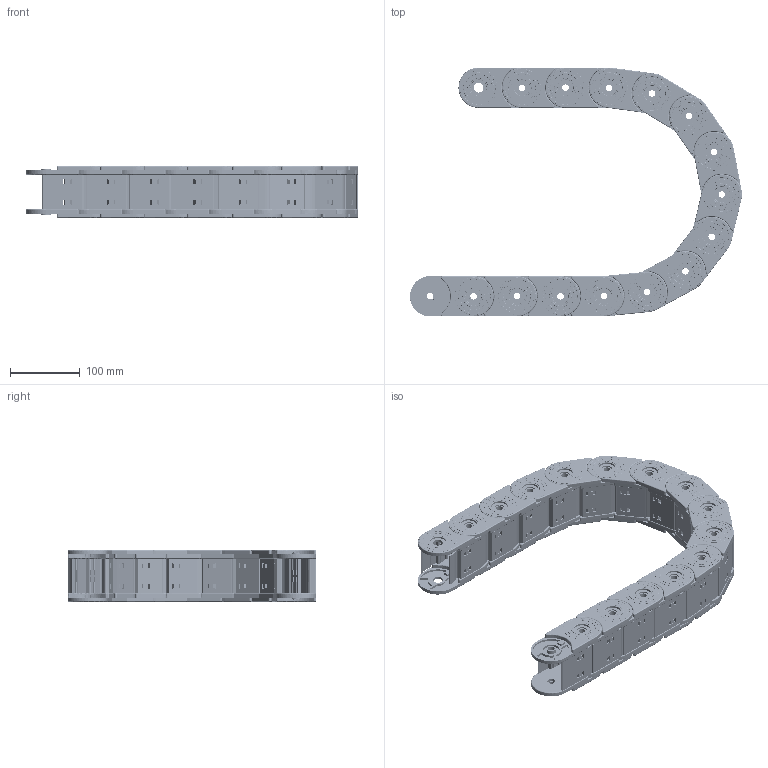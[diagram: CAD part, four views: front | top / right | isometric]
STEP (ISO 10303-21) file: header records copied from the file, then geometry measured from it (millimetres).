
FILE_DESCRIPTION (( 'STEP AP214' ), '1' );
FILE_NAME ('CK42-K050-R150.STEP', '2019-09-10T07:29:40', ( '' ), ( '' ), 'SwSTEP 2.0', 'SolidWorks 2017', '' );
FILE_SCHEMA (( 'AUTOMOTIVE_DESIGN' ));
Length unit declared in the file: millimetre
Products named in the file (2): CK42-K050-R150; CK42-K050
Assembly tree (15 placements, depth 2):
  CK42-K050-R150
    CK42-K050  x15
Bounding box: 477.64 x 358 x 74.8 mm (x, y, z)
Volume: 1307599.4 mm3; surface area: 858709.6 mm2
Topology: 60 solids, 60 shells, 8820 faces, 23820 edges, 15600 vertices
Faces by surface type: plane 4290, cylinder 3600, bspline 930
Entity records: 33266 total; most frequent: CARTESIAN_POINT 19391, ORIENTED_EDGE 3168, DIRECTION 2282, EDGE_CURVE 1584, VERTEX_POINT 1040, VECTOR 938, LINE 938, AXIS2_PLACEMENT_3D 672
